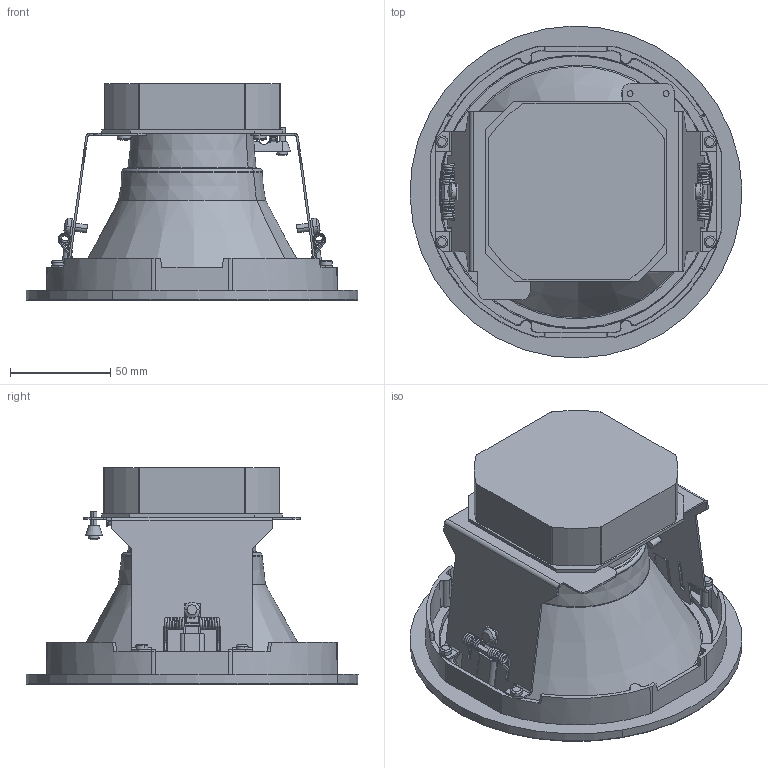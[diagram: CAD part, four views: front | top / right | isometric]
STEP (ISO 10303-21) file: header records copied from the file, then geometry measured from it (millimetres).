
FILE_DESCRIPTION(/* description */ (''),/* implementation_level */ '2;1');
FILE_NAME(/* name */ '10000128736n3p000_00.stp',/* time_stamp */ '2022-02-02T10:29:42+01:00',/* author */ (''),/* organization */ (''),/* preprocessor_version */ 'ST-DEVELOPER v15',/* originating_system */ 'SIEMENS PLM Software NX 9.0',/* authorisation */ '');
FILE_SCHEMA (('AUTOMOTIVE_DESIGN { 1 0 10303 214 3 1 1 1 }'));
Products named in the file (1): 10000128736n3p000_00
Bounding box: 165.95 x 165.95 x 108.12 mm (x, y, z)
Volume: 276306.2 mm3; surface area: 148381.4 mm2
Topology: 1 solids, 16 shells, 1030 faces, 2789 edges, 1744 vertices
Faces by surface type: plane 442, cylinder 247, bspline 164, cone 82, torus 75, sphere 14, extrusion 6
Full cylindrical faces by diameter (mm): 4 x4
Entity records: 45887 total; most frequent: CARTESIAN_POINT 21345, ORIENTED_EDGE 5526, DIRECTION 4731, EDGE_CURVE 2763, VERTEX_POINT 1746, AXIS2_PLACEMENT_3D 1736, VECTOR 1259, LINE 1253
